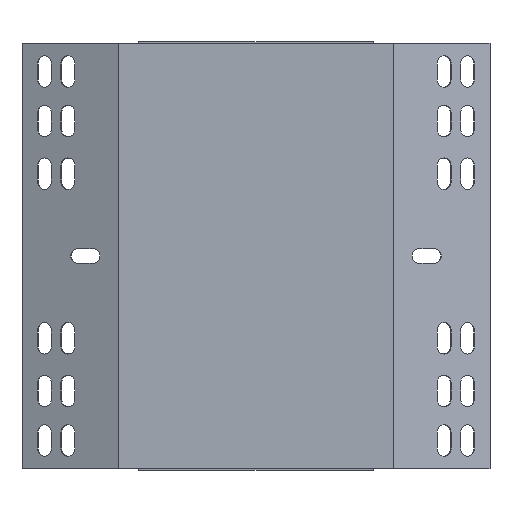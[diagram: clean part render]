
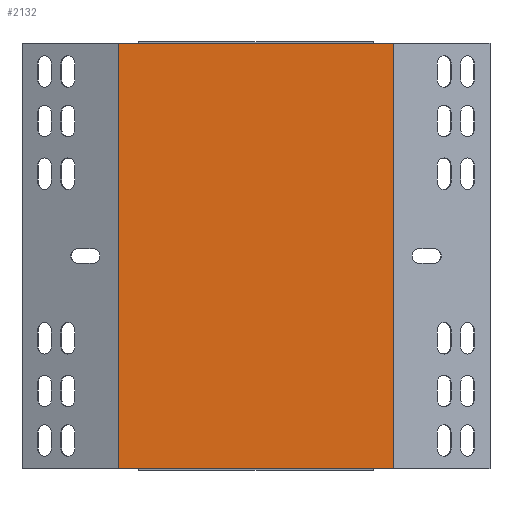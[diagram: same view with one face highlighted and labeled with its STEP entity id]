
A CAD part, front view. The second image highlights one B-rep face of the part: STEP entity #2132.
In plain terms, the highlighted planar face has unit normal (0, -1, 0).
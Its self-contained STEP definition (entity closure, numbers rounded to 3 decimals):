
#489 = CARTESIAN_POINT ( 'NONE',  ( 43.191, -23.927, 75.8 ) ) ;
#701 = EDGE_CURVE ( 'NONE', #6686, #4230, #4912, .T. ) ;
#1215 = FACE_OUTER_BOUND ( 'NONE', #4548, .T. ) ;
#1236 = VERTEX_POINT ( 'NONE', #2914 ) ;
#1273 = VECTOR ( 'NONE', #3654, 1000. ) ;
#1289 = LINE ( 'NONE', #3588, #1273 ) ;
#1343 = EDGE_CURVE ( 'NONE', #3281, #1236, #3436, .T. ) ;
#1806 = ORIENTED_EDGE ( 'NONE', *, *, #701, .T. ) ;
#1879 = ORIENTED_EDGE ( 'NONE', *, *, #5006, .F. ) ;
#1961 = ORIENTED_EDGE ( 'NONE', *, *, #1343, .F. ) ;
#1967 = CARTESIAN_POINT ( 'NONE',  ( -87.427, -23.927, -125.8 ) ) ;
#2049 = ORIENTED_EDGE ( 'NONE', *, *, #2114, .T. ) ;
#2092 = DIRECTION ( 'NONE',  ( 0., 0., 1. ) ) ;
#2114 = EDGE_CURVE ( 'NONE', #3281, #6686, #1289, .T. ) ;
#2132 = ADVANCED_FACE ( 'NONE', ( #1215 ), #3393, .F. ) ;
#2180 = CARTESIAN_POINT ( 'NONE',  ( -87.427, -23.927, -126.657 ) ) ;
#2914 = CARTESIAN_POINT ( 'NONE',  ( -87.427, -23.927, 75.8 ) ) ;
#3252 = DIRECTION ( 'NONE',  ( 0., 0., 1. ) ) ;
#3278 = CARTESIAN_POINT ( 'NONE',  ( -87.268, -23.927, 75. ) ) ;
#3281 = VERTEX_POINT ( 'NONE', #1967 ) ;
#3298 = DIRECTION ( 'NONE',  ( 0., 1., 0. ) ) ;
#3393 = PLANE ( 'NONE',  #4318 ) ;
#3416 = VECTOR ( 'NONE', #2092, 1000. ) ;
#3436 = LINE ( 'NONE', #2180, #3416 ) ;
#3588 = CARTESIAN_POINT ( 'NONE',  ( -88.399, -23.927, -125.8 ) ) ;
#3654 = DIRECTION ( 'NONE',  ( 1., 0., 0. ) ) ;
#4214 = VECTOR ( 'NONE', #6464, 1000. ) ;
#4230 = VERTEX_POINT ( 'NONE', #489 ) ;
#4239 = LINE ( 'NONE', #6228, #4214 ) ;
#4318 = AXIS2_PLACEMENT_3D ( 'NONE', #3278, #3298, #3252 ) ;
#4548 = EDGE_LOOP ( 'NONE', ( #1806, #1879, #1961, #2049 ) ) ;
#4896 = VECTOR ( 'NONE', #6726, 1000. ) ;
#4912 = LINE ( 'NONE', #6779, #4896 ) ;
#5006 = EDGE_CURVE ( 'NONE', #1236, #4230, #4239, .T. ) ;
#6228 = CARTESIAN_POINT ( 'NONE',  ( -88.399, -23.927, 75.8 ) ) ;
#6464 = DIRECTION ( 'NONE',  ( 1., 0., 0. ) ) ;
#6623 = CARTESIAN_POINT ( 'NONE',  ( 43.191, -23.927, -125.8 ) ) ;
#6686 = VERTEX_POINT ( 'NONE', #6623 ) ;
#6726 = DIRECTION ( 'NONE',  ( 0., 0., 1. ) ) ;
#6779 = CARTESIAN_POINT ( 'NONE',  ( 43.191, -23.927, -126.657 ) ) ;
